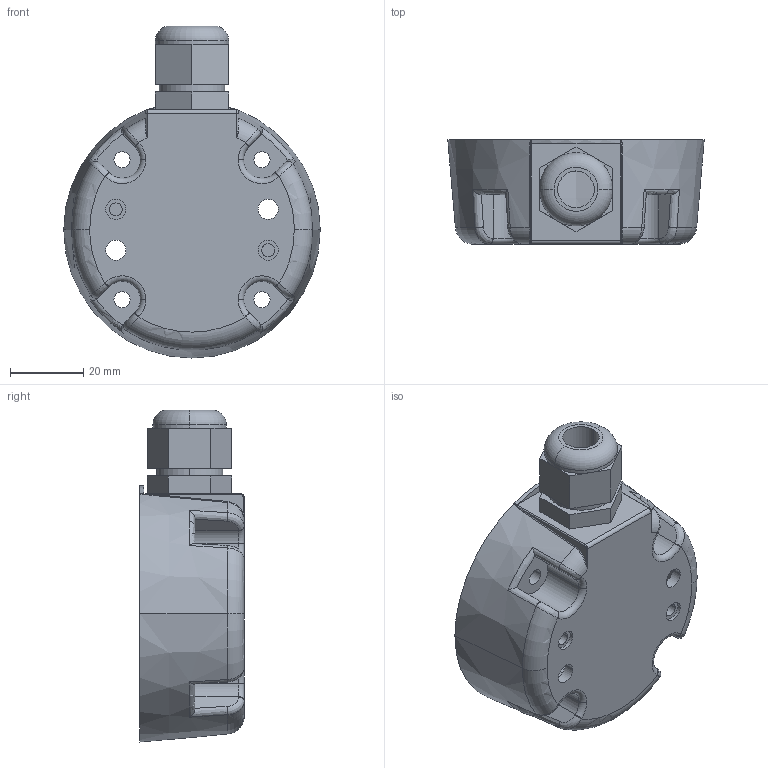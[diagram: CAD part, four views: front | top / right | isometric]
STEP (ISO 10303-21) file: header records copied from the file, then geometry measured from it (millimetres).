
FILE_DESCRIPTION(('STEP AP214'),'1');
FILE_NAME('cctmp_5337B895-C512-476E-AC0E-986FF4C9D0E7_2023_10_16_22_57_34_0120..stp','2023-10-16T20:57:34',('SIEMENS A&D'),('CADClick - www.CADClick.com'),'Spatial InterOp 3D postprocessed',' ','unknown authorization');
FILE_SCHEMA(('AUTOMOTIVE_DESIGN'));
Length unit declared in the file: millimetre
Products named in the file (1): 2023_10_16_22_57_34_0104
Bounding box: 70 x 28.5 x 90.6 mm (x, y, z)
Volume: 41738 mm3; surface area: 24176.4 mm2
Topology: 1 solids, 1 shells, 191 faces, 479 edges, 300 vertices
Faces by surface type: cylinder 65, plane 65, torus 28, bspline 24, cone 9
Entity records: 10264 total; most frequent: CARTESIAN_POINT 5292, ORIENTED_EDGE 954, DIRECTION 843, EDGE_CURVE 477, AXIS2_PLACEMENT_3D 328, VERTEX_POINT 300, EDGE_LOOP 217, STYLED_ITEM 192
